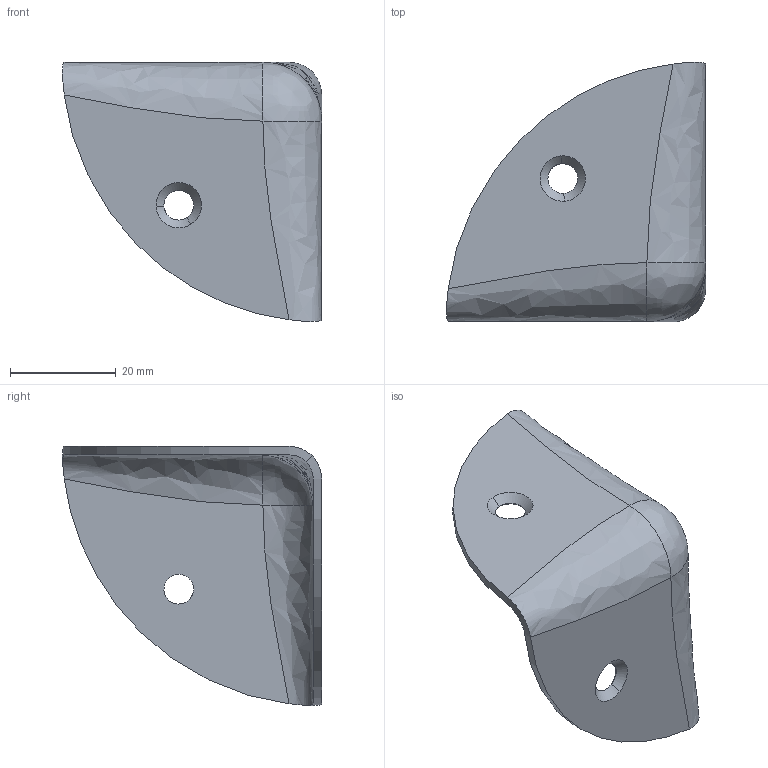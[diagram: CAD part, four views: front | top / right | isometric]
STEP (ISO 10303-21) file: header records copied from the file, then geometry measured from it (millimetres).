
FILE_DESCRIPTION((''),'2;1');
FILE_NAME('','2005-12-14T14:48:50',(''),(''),'','CADfix','');
FILE_SCHEMA(('AUTOMOTIVE_DESIGN'));
Length unit declared in the file: millimetre
Products named in the file (1): angle
Bounding box: 48.99 x 48.99 x 48.99 mm (x, y, z)
Volume: 7601.4 mm3; surface area: 9991.4 mm2
Topology: 1 solids, 1 shells, 29 faces, 92 edges, 65 vertices
Faces by surface type: bspline 29
Entity records: 1406 total; most frequent: CARTESIAN_POINT 902, ORIENTED_EDGE 184, EDGE_CURVE 92, VERTEX_POINT 65, EDGE_LOOP 35, FACE_OUTER_BOUND 29, ADVANCED_FACE 29, B_SPLINE_CURVE_WITH_KNOTS 24
